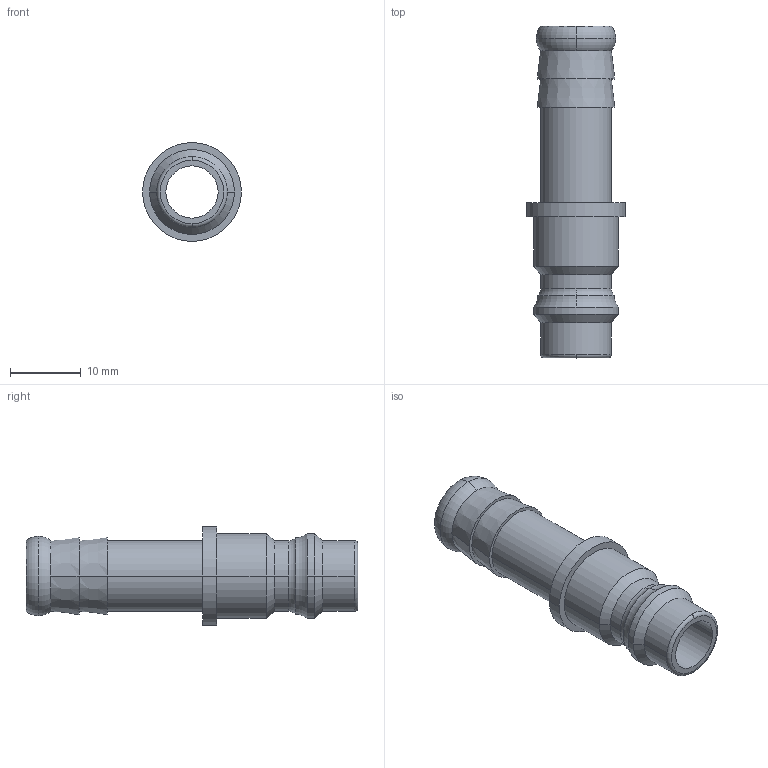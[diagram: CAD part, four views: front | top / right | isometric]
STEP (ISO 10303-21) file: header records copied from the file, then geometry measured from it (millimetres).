
FILE_DESCRIPTION(('STEP AP214'),'1');
FILE_NAME('esi1a_10_s.stp','2020-03-05T09:15:59',('TraceParts'),('TraceParts S.A.'),'Spatial InterOp 3D',' ',' ');
FILE_SCHEMA(('automotive_design'));
Length unit declared in the file: millimetre
Products named in the file (1): 1
Bounding box: 14 x 47 x 14 mm (x, y, z)
Volume: 2284.3 mm3; surface area: 2937.9 mm2
Topology: 1 solids, 1 shells, 38 faces, 87 edges, 55 vertices
Faces by surface type: cylinder 14, torus 10, cone 8, plane 6
Entity records: 1428 total; most frequent: DIRECTION 230, CARTESIAN_POINT 181, ORIENTED_EDGE 174, AXIS2_PLACEMENT_3D 104, EDGE_CURVE 87, CIRCLE 65, VERTEX_POINT 55, EDGE_LOOP 44
